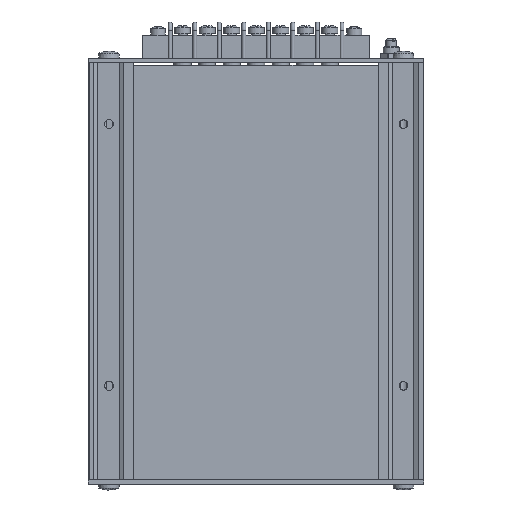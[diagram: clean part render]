
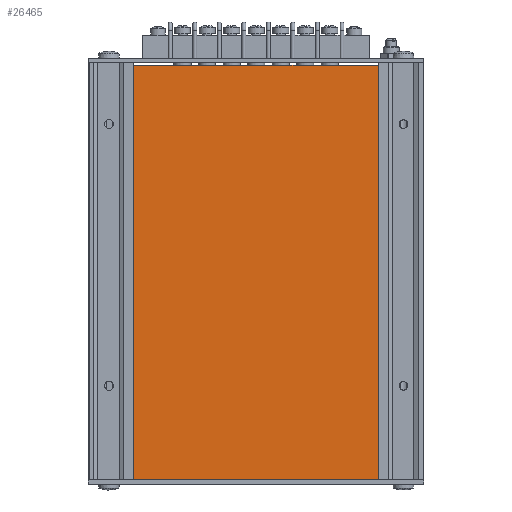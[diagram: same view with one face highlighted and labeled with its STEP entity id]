
A CAD part, front view. The second image highlights one B-rep face of the part: STEP entity #26465.
In plain terms, the highlighted face is planar.
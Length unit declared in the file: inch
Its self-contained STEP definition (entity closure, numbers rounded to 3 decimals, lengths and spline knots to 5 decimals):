
#26333=CARTESIAN_POINT('',(3.875,6.337,0.0));
#26334=VERTEX_POINT('',#26333);
#26341=CARTESIAN_POINT('',(3.875,0.0,0.0));
#26342=VERTEX_POINT('',#26341);
#26343=CARTESIAN_POINT('',(3.875,0.0,0.0));
#26344=DIRECTION('',(0.0,1.0,0.0));
#26345=VECTOR('',#26344,6.337);
#26346=LINE('',#26343,#26345);
#26347=EDGE_CURVE('',#26342,#26334,#26346,.T.);
#26371=CARTESIAN_POINT('',(0.,6.337,0.0));
#26372=VERTEX_POINT('',#26371);
#26379=CARTESIAN_POINT('',(3.875,6.337,0.0));
#26380=DIRECTION('',(-1.0,0.0,0.0));
#26381=VECTOR('',#26380,3.875);
#26382=LINE('',#26379,#26381);
#26383=EDGE_CURVE('',#26334,#26372,#26382,.T.);
#26402=CARTESIAN_POINT('',(0.0,0.0,0.0));
#26403=VERTEX_POINT('',#26402);
#26410=CARTESIAN_POINT('',(0.,6.337,0.0));
#26411=DIRECTION('',(0.0,-1.0,0.0));
#26412=VECTOR('',#26411,6.337);
#26413=LINE('',#26410,#26412);
#26414=EDGE_CURVE('',#26372,#26403,#26413,.T.);
#26432=CARTESIAN_POINT('',(0.0,0.0,0.0));
#26433=DIRECTION('',(1.0,0.0,0.0));
#26434=VECTOR('',#26433,3.875);
#26435=LINE('',#26432,#26434);
#26436=EDGE_CURVE('',#26403,#26342,#26435,.T.);
#26454=CARTESIAN_POINT('',(1.9375,3.1685,0.0));
#26455=DIRECTION('',(0.0,0.0,1.0));
#26456=DIRECTION('',(1.0,0.0,0.0));
#26457=AXIS2_PLACEMENT_3D('',#26454,#26455,#26456);
#26458=PLANE('',#26457);
#26459=ORIENTED_EDGE('',*,*,#26436,.T.);
#26460=ORIENTED_EDGE('',*,*,#26347,.T.);
#26461=ORIENTED_EDGE('',*,*,#26383,.T.);
#26462=ORIENTED_EDGE('',*,*,#26414,.T.);
#26463=EDGE_LOOP('',(#26459,#26460,#26461,#26462));
#26464=FACE_OUTER_BOUND('',#26463,.T.);
#26465=ADVANCED_FACE('',(#26464),#26458,.T.);
